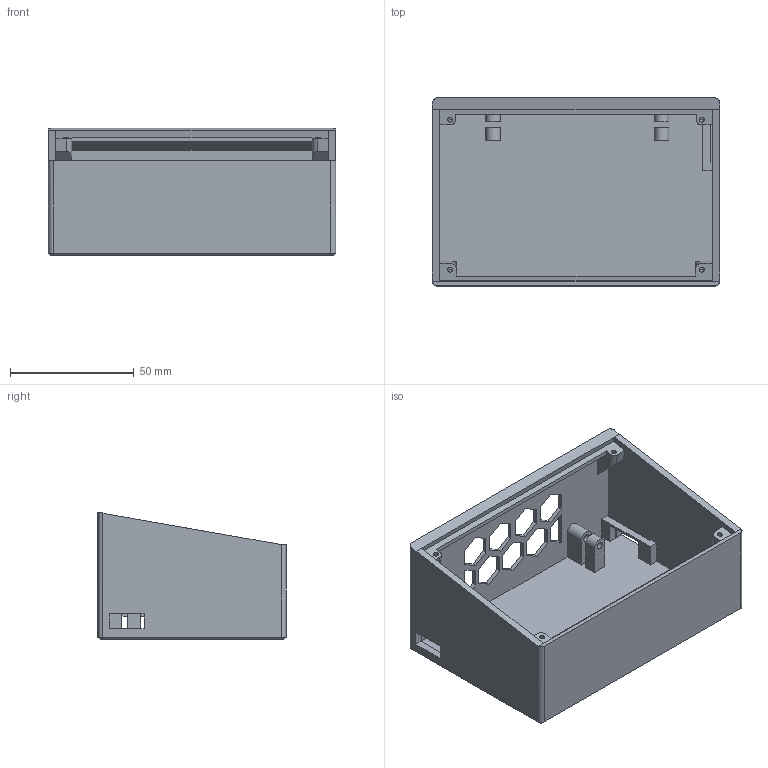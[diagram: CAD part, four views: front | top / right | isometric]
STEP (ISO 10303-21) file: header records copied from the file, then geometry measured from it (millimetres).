
FILE_DESCRIPTION(/* description */ (''),/* implementation_level */ '2;1');
FILE_NAME(/* name */ 'ESP_Keypad v11.step',/* time_stamp */ '2025-09-26T17:05:11+06:00',/* author */ ('Samiul-Hoque'),/* organization */ (''),/* preprocessor_version */ 'ST-DEVELOPER v20.1',/* originating_system */ 'Autodesk Translation Framework v14.17.0.0',/* authorisation */ '');
FILE_SCHEMA (('AUTOMOTIVE_DESIGN { 1 0 10303 214 3 1 1 }'));
Length unit declared in the file: millimetre
Products named in the file (2): ESP_Keypad; base
Assembly tree (1 placements, depth 2):
  ESP_Keypad
    base
Bounding box: 116 x 75.94 x 51.52 mm (x, y, z)
Volume: 52563.7 mm3; surface area: 51697.7 mm2
Topology: 1 solids, 1 shells, 156 faces, 433 edges, 284 vertices
Faces by surface type: plane 132, cylinder 20, cone 4
Full cylindrical faces by diameter (mm): 2 x4, 3 x4
Entity records: 5029 total; most frequent: CARTESIAN_POINT 876, ORIENTED_EDGE 866, DIRECTION 799, EDGE_CURVE 433, LINE 385, VECTOR 385, VERTEX_POINT 284, AXIS2_PLACEMENT_3D 207
